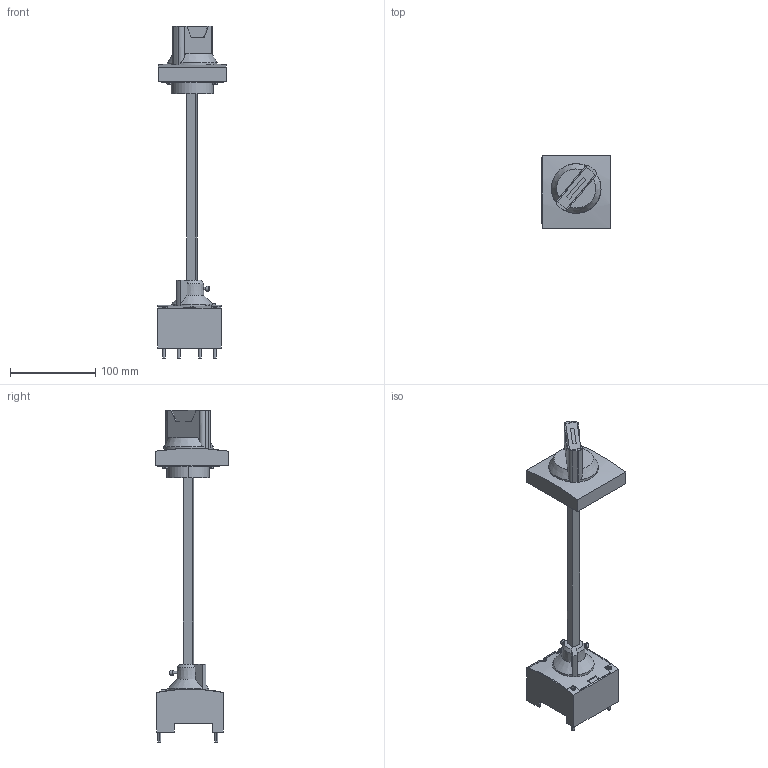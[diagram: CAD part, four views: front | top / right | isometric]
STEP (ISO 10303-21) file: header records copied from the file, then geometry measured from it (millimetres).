
FILE_DESCRIPTION((''),'2;1');
FILE_NAME('1655055541715_ASM','2022-06-12T23:09:24',('SESA621925'),('Schneider-Electric'),'CREO PARAMETRIC BY PTC INC, 2019471','CREO PARAMETRIC BY PTC INC, 2019471','');
FILE_SCHEMA(('AP242_MANAGED_MODEL_BASED_3D_ENGINEERING_MIM_LF { 1 0 10303 442 1 1 4 }'));
Length unit declared in the file: millimetre
Products named in the file (6): EMPTYNODE_1655055541755_ASM; DIRECT-ROTARY-HANDLE-125; DIRECT-ROTARY-HANDLE-125-3D_ASM; ROTARY-HANDLE1; ROTARY-HANDLE1-3D_ASM; 1655055541715_ASM
Assembly tree (5 placements, depth 3):
  1655055541715_ASM
    EMPTYNODE_1655055541755_ASM
    DIRECT-ROTARY-HANDLE-125-3D_ASM
      DIRECT-ROTARY-HANDLE-125
    ROTARY-HANDLE1-3D_ASM
      ROTARY-HANDLE1
Bounding box: 80.6 x 85 x 389.6 mm (x, y, z)
Volume: 473800 mm3; surface area: 92147.8 mm2
Topology: 2 solids, 2 shells, 643 faces, 1734 edges, 1179 vertices
Faces by surface type: plane 491, cylinder 147, cone 5
Entity records: 29861 total; most frequent: CARTESIAN_POINT 3974, ORIENTED_EDGE 3428, DIRECTION 3385, PRESENTATION_STYLE_ASSIGNMENT 2031, STYLED_ITEM 1745, CURVE_STYLE 1738, EDGE_CURVE 1714, VECTOR 1317
